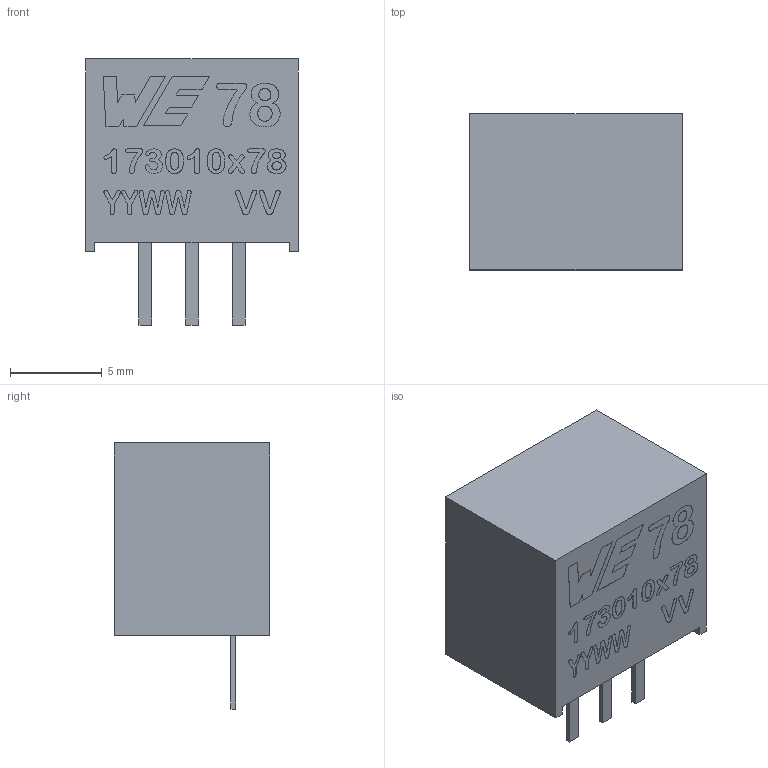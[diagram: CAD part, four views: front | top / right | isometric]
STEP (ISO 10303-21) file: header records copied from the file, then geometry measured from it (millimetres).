
FILE_DESCRIPTION(/* description */ ('Unknown'),/* implementation_level */ '2;1');
FILE_NAME(/* name */ '173010378',/* time_stamp */ '2020-12-15T14:41:18+01:00',/* author */ ('Unknown'),/* organization */ ('Unknown'),/* preprocessor_version */ 'ST-DEVELOPER v16.7',/* originating_system */ 'DEX',/* authorisation */ $);
FILE_SCHEMA (('AUTOMOTIVE_DESIGN {1 0 10303 214 3 1 1}'));
Products named in the file (1): 173010378
Bounding box: 11.6 x 8.5 x 14.5 mm (x, y, z)
Volume: 992.4 mm3; surface area: 644.2 mm2
Topology: 1 solids, 1 shells, 2204 faces, 6522 edges, 4348 vertices
Faces by surface type: plane 2203, bspline 1
Entity records: 85779 total; most frequent: CARTESIAN_POINT 15074, ORIENTED_EDGE 13044, DIRECTION 9072, EDGE_CURVE 6522, LINE 4664, VECTOR 4664, VERTEX_POINT 4348, EDGE_LOOP 2232
